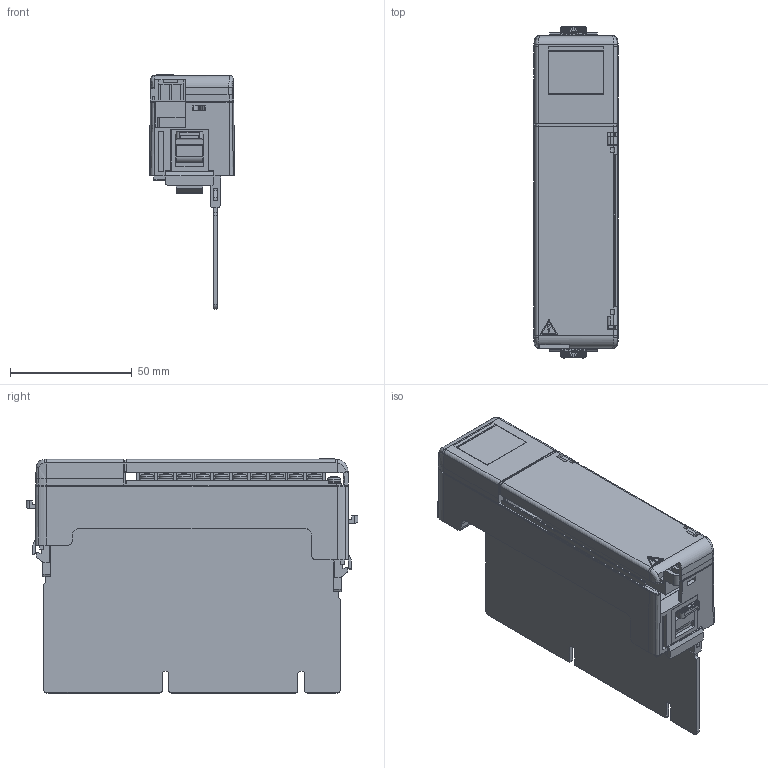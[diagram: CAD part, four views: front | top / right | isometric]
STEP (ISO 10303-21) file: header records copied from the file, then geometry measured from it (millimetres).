
FILE_DESCRIPTION (( 'STEP AP203' ), '1' );
FILE_NAME ('P3-16ND3.STEP', '2010-10-28T13:07:50', ( '.adc' ), ( '' ), 'SwSTEP 2.0', 'SolidWorks 2009', '' );
FILE_SCHEMA (( 'CONFIG_CONTROL_DESIGN' ));
Length unit declared in the file: millimetre
Products named in the file (1): P3-16ND3
Bounding box: 34.8 x 136.08 x 96.19 mm (x, y, z)
Volume: 101333.7 mm3; surface area: 75406.2 mm2
Topology: 1 solids, 9 shells, 3804 faces, 10674 edges, 6941 vertices
Faces by surface type: plane 2821, cylinder 737, cone 125, torus 50, sphere 50, bspline 21
Entity records: 122976 total; most frequent: CARTESIAN_POINT 22968, ORIENTED_EDGE 21336, DIRECTION 20153, EDGE_CURVE 10668, VECTOR 8423, LINE 8423, VERTEX_POINT 6941, AXIS2_PLACEMENT_3D 5865
